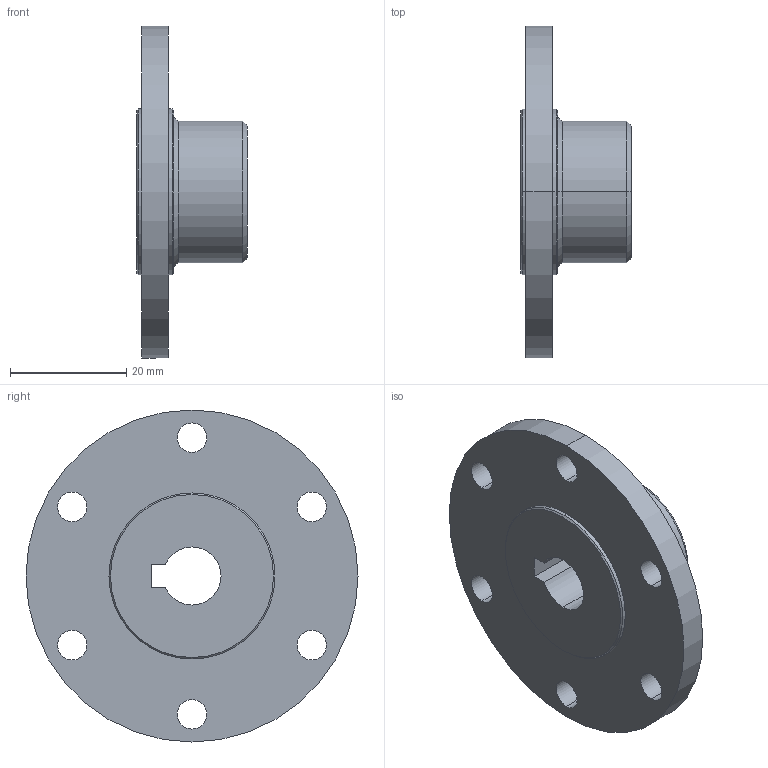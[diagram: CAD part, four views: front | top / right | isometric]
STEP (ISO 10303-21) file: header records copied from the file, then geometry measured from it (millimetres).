
FILE_DESCRIPTION (( 'STEP AP214' ), '1' );
FILE_NAME ('am-0985a 10mm key hub.STEP', '2014-01-16T15:17:46', ( '' ), ( '' ), 'SwSTEP 2.0', 'SolidWorks 2010', '' );
FILE_SCHEMA (( 'AUTOMOTIVE_DESIGN' ));
Length unit declared in the file: inch
Products named in the file (1): am-0985a 10mm key hub
Bounding box: 19.05 x 57.15 x 57.15 mm (x, y, z)
Volume: 16554.7 mm3; surface area: 7690.9 mm2
Topology: 1 solids, 1 shells, 39 faces, 94 edges, 60 vertices
Faces by surface type: cylinder 23, cone 8, plane 8
Entity records: 1226 total; most frequent: DIRECTION 228, CARTESIAN_POINT 194, ORIENTED_EDGE 188, EDGE_CURVE 94, AXIS2_PLACEMENT_3D 94, VERTEX_POINT 60, EDGE_LOOP 56, CIRCLE 54
